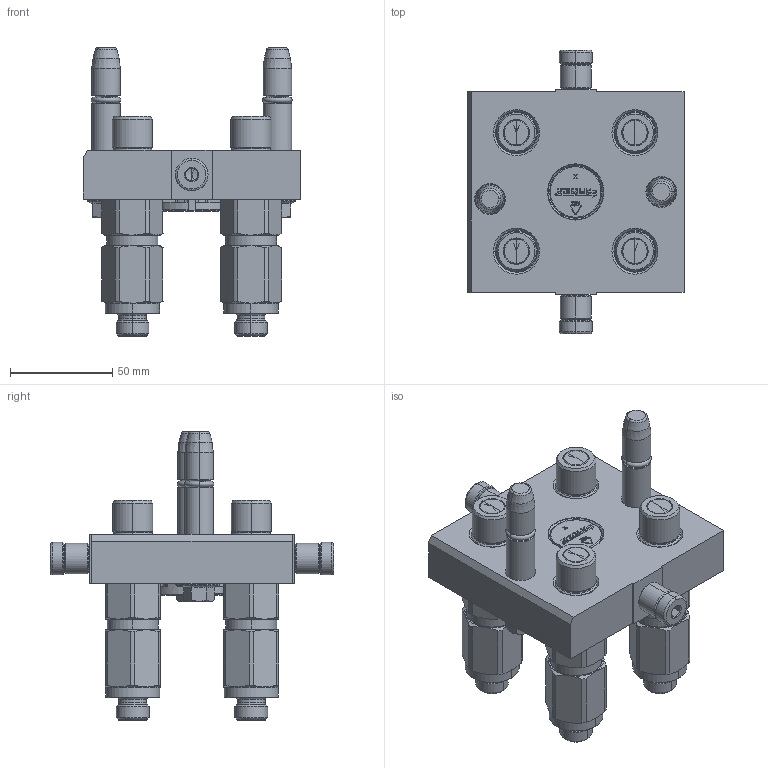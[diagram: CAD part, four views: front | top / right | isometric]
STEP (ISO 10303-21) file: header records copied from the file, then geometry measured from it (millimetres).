
FILE_DESCRIPTION (( 'STEP AP214' ), '1' );
FILE_NAME ('FASTER.step', '2023-09-18T13:20:40', ( '' ), ( '' ), 'SwSTEP 2.0', 'SolidWorks 2017', '' );
FILE_SCHEMA (( 'AUTOMOTIVE_DESIGN' ));
Length unit declared in the file: millimetre
Products named in the file (12): 1540_080_0008_000; 4830_028_1000_011; 4830_021_0000_000; 4830_010_0000_011; FASTER; 4830_013_3000_030; or2_62x9_19_m; et002; P506-1_M_BASE; 3ffnp38-2_16m; TAPPO_12
Assembly tree (19 placements, depth 3):
  FASTER
    P506-1_M_BASE
      4830_010_0000_011
      4830_021_0000_000  x2
      1540_080_0008_000  x2
      4830_013_3000_030  x2
      4830_028_1000_011  x2
      or2_62x9_19_m  x2
    3ffnp38-2_16m  x4
      3ffnp38-2_16m
    TAPPO_12
    et002
Bounding box: 106.3 x 138.6 x 141 mm (x, y, z)
Volume: 14420.4 mm3; surface area: 113379.3 mm2
Topology: 6 solids, 50 shells, 2000 faces, 5079 edges, 3223 vertices
Faces by surface type: plane 1088, cylinder 380, cone 354, torus 160, bspline 18
Entity records: 55174 total; most frequent: CARTESIAN_POINT 12483, ORIENTED_EDGE 7668, DIRECTION 7256, EDGE_CURVE 3863, LINE 2922, VECTOR 2922, VERTEX_POINT 2498, AXIS2_PLACEMENT_3D 2167
